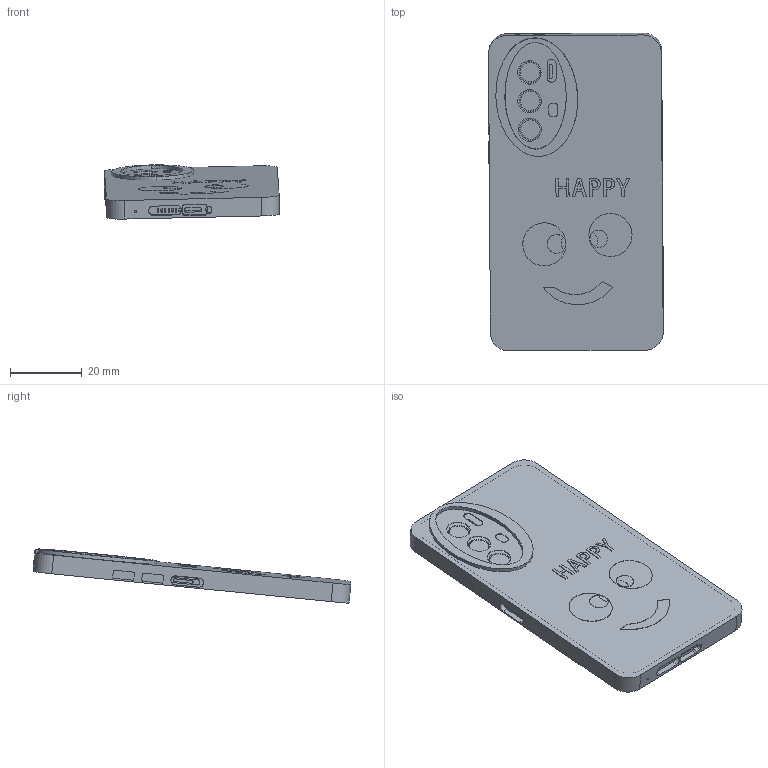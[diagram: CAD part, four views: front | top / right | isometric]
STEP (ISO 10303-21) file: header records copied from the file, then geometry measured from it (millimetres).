
FILE_DESCRIPTION (( 'STEP AP203' ), '1' );
FILE_NAME ('忒儂.STEP', '2025-01-17T16:21:15', ( '' ), ( '' ), 'SwSTEP 2.0', 'SolidWorks 2024', '' );
FILE_SCHEMA (( 'CONFIG_CONTROL_DESIGN' ));
Length unit declared in the file: millimetre
Products named in the file (6): 手机壳; logo; 手机; 手机主体; 卡槽; 摄像头
Assembly tree (5 placements, depth 2):
  手机
    手机主体
    卡槽
    logo
    摄像头
    手机壳
Bounding box: 48.66 x 88.25 x 15.06 mm (x, y, z)
Volume: 18096.7 mm3; surface area: 20877.9 mm2
Topology: 10 solids, 10 shells, 381 faces, 952 edges, 633 vertices
Faces by surface type: plane 205, cylinder 144, bspline 28, torus 4
Entity records: 12972 total; most frequent: CARTESIAN_POINT 3096, DIRECTION 1908, ORIENTED_EDGE 1904, EDGE_CURVE 952, AXIS2_PLACEMENT_3D 659, VERTEX_POINT 633, LINE 590, VECTOR 590
